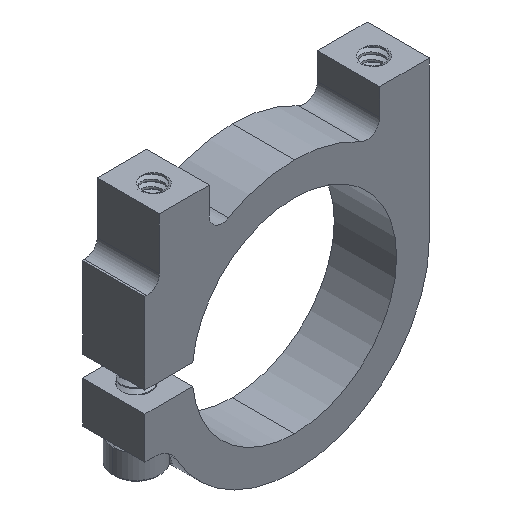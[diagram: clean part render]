
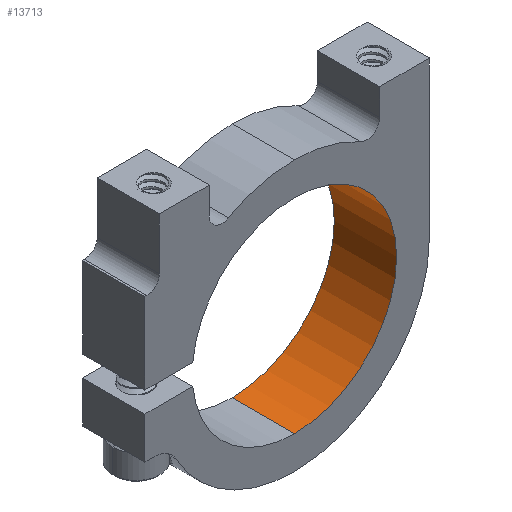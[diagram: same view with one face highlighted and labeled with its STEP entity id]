
A CAD part, isometric view. The second image highlights one B-rep face of the part: STEP entity #13713.
In plain terms, the highlighted cylindrical face has radius 12.5 mm (diameter 25 mm), a partial arc.
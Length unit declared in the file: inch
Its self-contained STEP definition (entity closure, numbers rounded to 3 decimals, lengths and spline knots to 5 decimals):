
#771 = EDGE_CURVE ( 'NONE', #11260, #5873, #3157, .T. ) ;
#801 = FACE_OUTER_BOUND ( 'NONE', #10145, .T. ) ;
#1256 = CIRCLE ( 'NONE', #12878, 0.49213 ) ;
#1501 = ORIENTED_EDGE ( 'NONE', *, *, #5823, .T. ) ;
#1663 = DIRECTION ( 'NONE',  ( 0., 0., 1. ) ) ;
#1754 = CARTESIAN_POINT ( 'NONE',  ( 0., 0., 0. ) ) ;
#1788 = CIRCLE ( 'NONE', #7498, 0.49213 ) ;
#2252 = LINE ( 'NONE', #6325, #8031 ) ;
#2414 = ORIENTED_EDGE ( 'NONE', *, *, #5583, .T. ) ;
#2432 = DIRECTION ( 'NONE',  ( 0., 1., 0. ) ) ;
#2986 = CARTESIAN_POINT ( 'NONE',  ( 0., 0., 0. ) ) ;
#3157 = LINE ( 'NONE', #10035, #9956 ) ;
#3571 = VERTEX_POINT ( 'NONE', #10720 ) ;
#5038 = EDGE_CURVE ( 'NONE', #3571, #11260, #1788, .T. ) ;
#5583 = EDGE_CURVE ( 'NONE', #3571, #10428, #2252, .T. ) ;
#5721 = DIRECTION ( 'NONE',  ( 0., 0., 1. ) ) ;
#5735 = CARTESIAN_POINT ( 'NONE',  ( 0., 0.3, 0.49213 ) ) ;
#5823 = EDGE_CURVE ( 'NONE', #10428, #5873, #1256, .T. ) ;
#5873 = VERTEX_POINT ( 'NONE', #11490 ) ;
#6292 = DIRECTION ( 'NONE',  ( 0., 0., 1. ) ) ;
#6325 = CARTESIAN_POINT ( 'NONE',  ( 0., 0., 0.49213 ) ) ;
#7319 = CARTESIAN_POINT ( 'NONE',  ( 0., 0., -0.49213 ) ) ;
#7498 = AXIS2_PLACEMENT_3D ( 'NONE', #2986, #14073, #6292 ) ;
#8031 = VECTOR ( 'NONE', #9889, 39.37008 ) ;
#9169 = CARTESIAN_POINT ( 'NONE',  ( 0., 0.3, 0. ) ) ;
#9889 = DIRECTION ( 'NONE',  ( 0., 1., 0. ) ) ;
#9956 = VECTOR ( 'NONE', #13523, 39.37008 ) ;
#10035 = CARTESIAN_POINT ( 'NONE',  ( 0., 0., -0.49213 ) ) ;
#10087 = ORIENTED_EDGE ( 'NONE', *, *, #771, .F. ) ;
#10145 = EDGE_LOOP ( 'NONE', ( #10087, #10661, #2414, #1501 ) ) ;
#10428 = VERTEX_POINT ( 'NONE', #5735 ) ;
#10661 = ORIENTED_EDGE ( 'NONE', *, *, #5038, .F. ) ;
#10720 = CARTESIAN_POINT ( 'NONE',  ( 0., 0., 0.49213 ) ) ;
#11259 = CYLINDRICAL_SURFACE ( 'NONE', #14100, 0.49213 ) ;
#11260 = VERTEX_POINT ( 'NONE', #7319 ) ;
#11490 = CARTESIAN_POINT ( 'NONE',  ( 0., 0.3, -0.49213 ) ) ;
#12878 = AXIS2_PLACEMENT_3D ( 'NONE', #9169, #2432, #5721 ) ;
#13523 = DIRECTION ( 'NONE',  ( 0., 1., 0. ) ) ;
#13713 = ADVANCED_FACE ( 'NONE', ( #801 ), #11259, .F. ) ;
#13961 = DIRECTION ( 'NONE',  ( 0., 1., 0. ) ) ;
#14073 = DIRECTION ( 'NONE',  ( 0., 1., 0. ) ) ;
#14100 = AXIS2_PLACEMENT_3D ( 'NONE', #1754, #13961, #1663 ) ;
